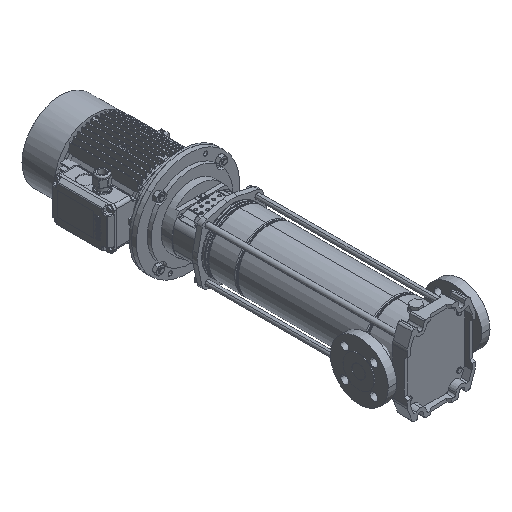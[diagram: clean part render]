
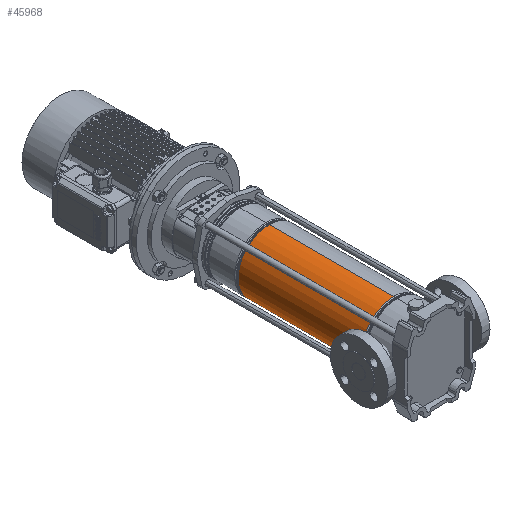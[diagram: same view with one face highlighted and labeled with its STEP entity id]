
A CAD part, isometric view. The second image highlights one B-rep face of the part: STEP entity #45968.
In plain terms, the highlighted cylindrical face has radius 74.9 mm (diameter 149.8 mm), a partial arc.
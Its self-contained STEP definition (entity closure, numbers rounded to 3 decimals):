
#392 = DIRECTION ( 'NONE',  ( 0., 0., 1. ) ) ;
#2741 = CARTESIAN_POINT ( 'NONE',  ( 74.9, 0., 388.221 ) ) ;
#4099 = CARTESIAN_POINT ( 'NONE',  ( -74.9, 0., 388.221 ) ) ;
#5317 = DIRECTION ( 'NONE',  ( 1., 0., 0. ) ) ;
#6797 = DIRECTION ( 'NONE',  ( 0., 0., -1. ) ) ;
#6912 = EDGE_LOOP ( 'NONE', ( #47738, #55975, #31604, #37706 ) ) ;
#6939 = CARTESIAN_POINT ( 'NONE',  ( -74.9, 0., 0. ) ) ;
#7403 = FACE_OUTER_BOUND ( 'NONE', #6912, .T. ) ;
#11396 = DIRECTION ( 'NONE',  ( 0., 0., -1. ) ) ;
#12141 = DIRECTION ( 'NONE',  ( 0., 0., -1. ) ) ;
#13612 = LINE ( 'NONE', #6939, #28736 ) ;
#14903 = EDGE_CURVE ( 'NONE', #59539, #68560, #26064, .T. ) ;
#16734 = VERTEX_POINT ( 'NONE', #46422 ) ;
#23104 = DIRECTION ( 'NONE',  ( 1., 0., 0. ) ) ;
#24155 = CYLINDRICAL_SURFACE ( 'NONE', #53285, 74.9 ) ;
#24529 = DIRECTION ( 'NONE',  ( -1., 0., 0. ) ) ;
#24845 = CIRCLE ( 'NONE', #27230, 74.9 ) ;
#26064 = CIRCLE ( 'NONE', #27227, 74.9 ) ;
#27227 = AXIS2_PLACEMENT_3D ( 'NONE', #50687, #6797, #5317 ) ;
#27230 = AXIS2_PLACEMENT_3D ( 'NONE', #56906, #392, #23104 ) ;
#28736 = VECTOR ( 'NONE', #12141, 1000. ) ;
#30094 = CARTESIAN_POINT ( 'NONE',  ( 0., 0., 0. ) ) ;
#31604 = ORIENTED_EDGE ( 'NONE', *, *, #65359, .T. ) ;
#33376 = CARTESIAN_POINT ( 'NONE',  ( 74.9, 0., 0. ) ) ;
#34502 = EDGE_CURVE ( 'NONE', #59539, #16734, #13612, .T. ) ;
#37706 = ORIENTED_EDGE ( 'NONE', *, *, #34502, .F. ) ;
#43510 = EDGE_CURVE ( 'NONE', #68560, #52569, #73462, .T. ) ;
#43640 = VECTOR ( 'NONE', #11396, 1000. ) ;
#44057 = CARTESIAN_POINT ( 'NONE',  ( 74.9, 0., 87.279 ) ) ;
#45968 = ADVANCED_FACE ( 'NONE', ( #7403 ), #24155, .T. ) ;
#46422 = CARTESIAN_POINT ( 'NONE',  ( -74.9, 0., 87.279 ) ) ;
#47738 = ORIENTED_EDGE ( 'NONE', *, *, #14903, .T. ) ;
#50687 = CARTESIAN_POINT ( 'NONE',  ( 0., 0., 388.221 ) ) ;
#52569 = VERTEX_POINT ( 'NONE', #44057 ) ;
#52745 = DIRECTION ( 'NONE',  ( 0., 0., -1. ) ) ;
#53285 = AXIS2_PLACEMENT_3D ( 'NONE', #30094, #52745, #24529 ) ;
#55975 = ORIENTED_EDGE ( 'NONE', *, *, #43510, .T. ) ;
#56906 = CARTESIAN_POINT ( 'NONE',  ( 0., 0., 87.279 ) ) ;
#59539 = VERTEX_POINT ( 'NONE', #4099 ) ;
#65359 = EDGE_CURVE ( 'NONE', #52569, #16734, #24845, .T. ) ;
#68560 = VERTEX_POINT ( 'NONE', #2741 ) ;
#73462 = LINE ( 'NONE', #33376, #43640 ) ;
